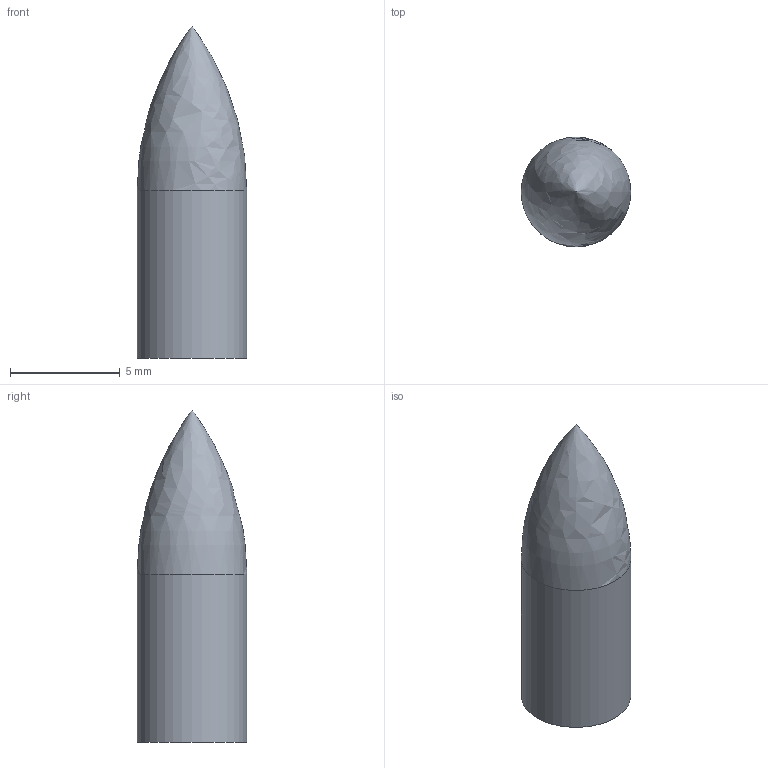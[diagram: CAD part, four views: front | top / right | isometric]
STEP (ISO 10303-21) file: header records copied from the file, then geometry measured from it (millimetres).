
FILE_DESCRIPTION(/* description */ (''),/* implementation_level */ '2;1');
FILE_NAME(/* name */ 'Bullet.step',/* time_stamp */ '2025-11-16T12:08:01Z',/* author */ (''),/* organization */ (''),/* preprocessor_version */ 'ST-DEVELOPER v20.1',/* originating_system */ 'Autodesk Translation Framework v14.17.0.0',/* authorisation */ '');
FILE_SCHEMA (('AUTOMOTIVE_DESIGN { 1 0 10303 214 3 1 1 }'));
Length unit declared in the file: millimetre
Products named in the file (1): 2025-10-27-20-00-49-779
Bounding box: 5 x 5 x 15.15 mm (x, y, z)
Volume: 231.2 mm3; surface area: 223.5 mm2
Topology: 1 solids, 1 shells, 3 faces, 5 edges, 3 vertices
Faces by surface type: plane 1, bspline 1, cylinder 1
Full cylindrical faces by diameter (mm): 5 x1
Entity records: 159 total; most frequent: CARTESIAN_POINT 37, DIRECTION 13, ORIENTED_EDGE 8, AXIS2_PLACEMENT_3D 6, PRESENTATION_STYLE_ASSIGNMENT 6, SURFACE_STYLE_USAGE 6, SURFACE_SIDE_STYLE 6, SURFACE_STYLE_FILL_AREA 6
